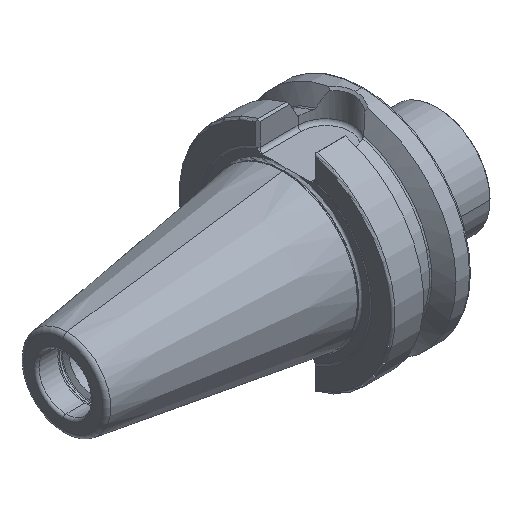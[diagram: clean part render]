
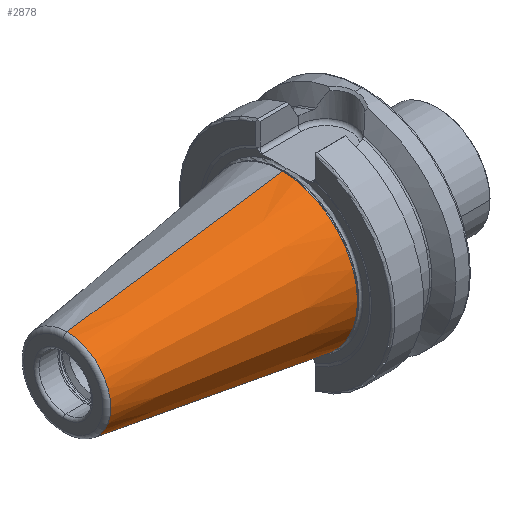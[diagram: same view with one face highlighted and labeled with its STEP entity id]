
A CAD part, isometric view. The second image highlights one B-rep face of the part: STEP entity #2878.
In plain terms, the highlighted conical face has half-angle 8.297 degrees and reference radius 34.925 mm.
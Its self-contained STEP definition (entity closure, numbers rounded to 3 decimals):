
#121 = EDGE_LOOP ( 'NONE', ( #4498, #1992, #2434, #3587 ) ) ;
#224 = DIRECTION ( 'NONE',  ( 1., 0., 0. ) ) ;
#344 = CARTESIAN_POINT ( 'NONE',  ( -100.089, 0., 0. ) ) ;
#378 = DIRECTION ( 'NONE',  ( 0.99, 0., 0.144 ) ) ;
#457 = AXIS2_PLACEMENT_3D ( 'NONE', #2159, #832, #3370 ) ;
#605 = CARTESIAN_POINT ( 'NONE',  ( 0., 0., 34.925 ) ) ;
#695 = VERTEX_POINT ( 'NONE', #1549 ) ;
#823 = CARTESIAN_POINT ( 'NONE',  ( 0., 0., -34.925 ) ) ;
#832 = DIRECTION ( 'NONE',  ( -1., 0., 0. ) ) ;
#1056 = VECTOR ( 'NONE', #1260, 1000. ) ;
#1061 = CONICAL_SURFACE ( 'NONE', #4272, 34.925, 0.145 ) ;
#1260 = DIRECTION ( 'NONE',  ( 0.99, 0., -0.144 ) ) ;
#1429 = CARTESIAN_POINT ( 'NONE',  ( 0., 0., 34.925 ) ) ;
#1536 = FACE_OUTER_BOUND ( 'NONE', #121, .T. ) ;
#1549 = CARTESIAN_POINT ( 'NONE',  ( -100.089, 0., 20.329 ) ) ;
#1992 = ORIENTED_EDGE ( 'NONE', *, *, #5569, .F. ) ;
#2069 = EDGE_CURVE ( 'NONE', #695, #3704, #2390, .T. ) ;
#2159 = CARTESIAN_POINT ( 'NONE',  ( 0., 0., 0. ) ) ;
#2257 = VECTOR ( 'NONE', #378, 1000. ) ;
#2329 = LINE ( 'NONE', #823, #1056 ) ;
#2367 = DIRECTION ( 'NONE',  ( 0., 0., -1. ) ) ;
#2381 = CIRCLE ( 'NONE', #457, 34.925 ) ;
#2390 = LINE ( 'NONE', #605, #2257 ) ;
#2434 = ORIENTED_EDGE ( 'NONE', *, *, #2604, .T. ) ;
#2604 = EDGE_CURVE ( 'NONE', #3382, #4754, #2329, .T. ) ;
#2779 = CARTESIAN_POINT ( 'NONE',  ( 0., 0., 0. ) ) ;
#2878 = ADVANCED_FACE ( 'NONE', ( #1536 ), #1061, .T. ) ;
#2896 = CARTESIAN_POINT ( 'NONE',  ( -100.089, 0., -20.329 ) ) ;
#3370 = DIRECTION ( 'NONE',  ( 0., 0., 1. ) ) ;
#3382 = VERTEX_POINT ( 'NONE', #2896 ) ;
#3587 = ORIENTED_EDGE ( 'NONE', *, *, #4584, .T. ) ;
#3704 = VERTEX_POINT ( 'NONE', #1429 ) ;
#3793 = DIRECTION ( 'NONE',  ( -1., 0., 0. ) ) ;
#4210 = DIRECTION ( 'NONE',  ( 0., 0., 1. ) ) ;
#4272 = AXIS2_PLACEMENT_3D ( 'NONE', #2779, #224, #2367 ) ;
#4498 = ORIENTED_EDGE ( 'NONE', *, *, #2069, .F. ) ;
#4584 = EDGE_CURVE ( 'NONE', #4754, #3704, #2381, .T. ) ;
#4679 = AXIS2_PLACEMENT_3D ( 'NONE', #344, #3793, #4210 ) ;
#4754 = VERTEX_POINT ( 'NONE', #4777 ) ;
#4777 = CARTESIAN_POINT ( 'NONE',  ( 0., 0., -34.925 ) ) ;
#5129 = CIRCLE ( 'NONE', #4679, 20.329 ) ;
#5569 = EDGE_CURVE ( 'NONE', #3382, #695, #5129, .T. ) ;
